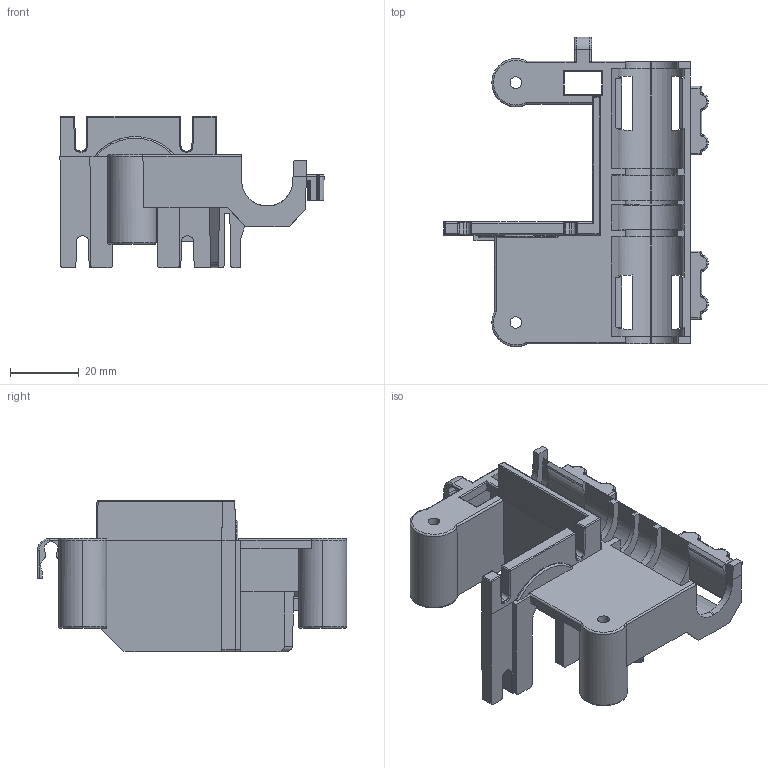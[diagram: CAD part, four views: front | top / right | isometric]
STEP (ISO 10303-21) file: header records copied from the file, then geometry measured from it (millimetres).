
FILE_DESCRIPTION (( 'STEP AP214' ), '1' );
FILE_NAME ('you.STEP', '2021-05-31T07:47:33', ( '' ), ( '' ), 'SwSTEP 2.0', 'SolidWorks 2018', '' );
FILE_SCHEMA (( 'AUTOMOTIVE_DESIGN' ));
Length unit declared in the file: millimetre
Products named in the file (1): you
Bounding box: 76.97 x 90.17 x 44.3 mm (x, y, z)
Volume: 36119.6 mm3; surface area: 29585.7 mm2
Topology: 1 solids, 1 shells, 655 faces, 1841 edges, 1178 vertices
Faces by surface type: plane 337, cylinder 251, bspline 32, torus 16, sphere 11, cone 8
Entity records: 21500 total; most frequent: CARTESIAN_POINT 5584, ORIENTED_EDGE 3674, DIRECTION 2960, EDGE_CURVE 1837, LINE 1194, VECTOR 1194, VERTEX_POINT 1178, AXIS2_PLACEMENT_3D 883
